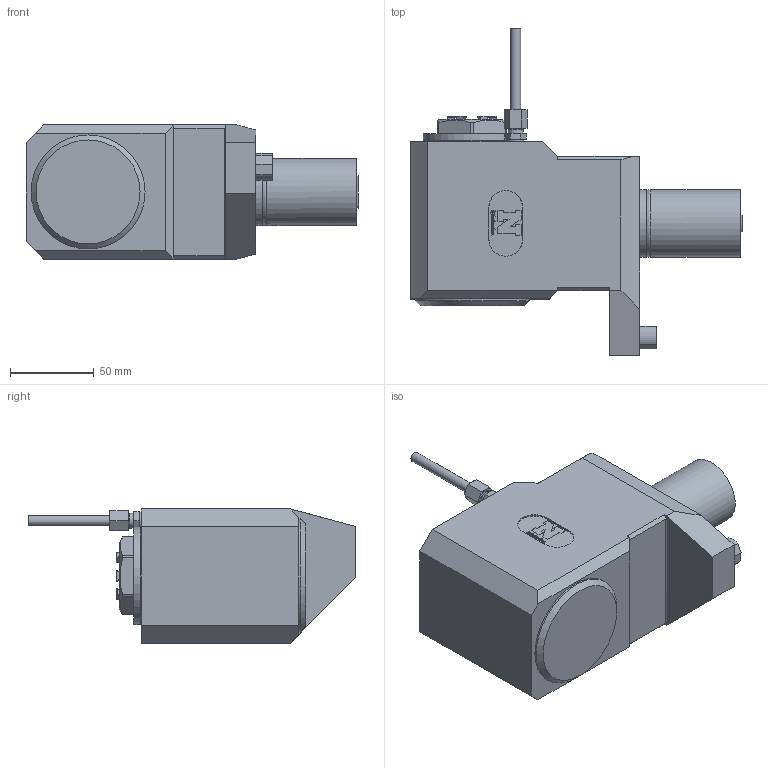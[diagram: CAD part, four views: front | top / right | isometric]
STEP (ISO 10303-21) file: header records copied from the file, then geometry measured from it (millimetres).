
FILE_DESCRIPTION(/* description */ ('8 030 45 183.02'),/* implementation_level */ '2;1');
FILE_NAME(/* name */ '8 030 45 183.02',/* time_stamp */ '2022-02-07T09:08:00+01:00',/* author */ ('heimatec GmbH'),/* organization */ (''),/* preprocessor_version */ 'ST-DEVELOPER v16.7',/* originating_system */ 'Solid Edge',/* authorisation */ 'Unknown');
FILE_SCHEMA (('AUTOMOTIVE_DESIGN {1 0 10303 214 3 1 1}'));
Length unit declared in the file: millimetre
Products named in the file (1): Part11
Bounding box: 198 x 195.5 x 80 mm (x, y, z)
Volume: 1098028.7 mm3; surface area: 83856.4 mm2
Topology: 1 solids, 2 shells, 388 faces, 1031 edges, 684 vertices
Faces by surface type: plane 235, cylinder 122, cone 25, bspline 2, torus 2, sphere 2
Full cylindrical faces by diameter (mm): 0.425 x1, 0.51 x1, 1.6 x1, 4 x1, 6 x1, 8.917 x1, 12 x1, 20.9 x1, 25 x1, 29.5 x1, 30.376 x2, 32.2 x1, 38.6 x2, 40 x2, 50 x1, 50.8 x1, 58 x1, 68 x1
Entity records: 12132 total; most frequent: CARTESIAN_POINT 2864, ORIENTED_EDGE 1932, DIRECTION 1814, EDGE_CURVE 966, VERTEX_POINT 659, AXIS2_PLACEMENT_3D 629, LINE 556, VECTOR 556
